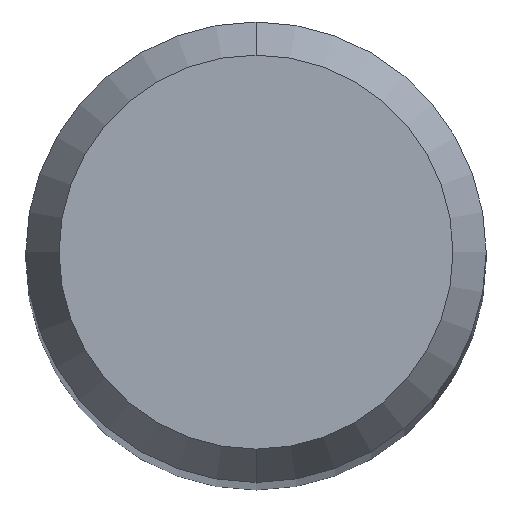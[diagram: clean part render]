
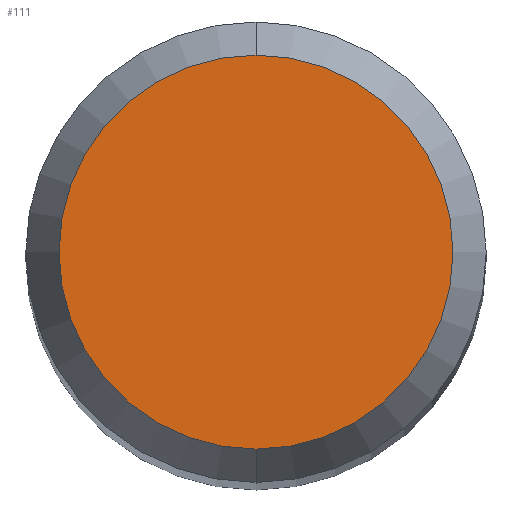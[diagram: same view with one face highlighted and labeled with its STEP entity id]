
A CAD part, top view. The second image highlights one B-rep face of the part: STEP entity #111.
In plain terms, the highlighted planar face has unit normal (0, 0, 1).
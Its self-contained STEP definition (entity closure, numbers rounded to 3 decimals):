
#111=ADVANCED_FACE('',(#263),#264,.T.);
#137=VERTEX_POINT('',#292);
#143=EDGE_CURVE('',#149,#137,#298,.T.);
#149=VERTEX_POINT('',#305);
#165=EDGE_CURVE('',#137,#149,#324,.T.);
#263=FACE_OUTER_BOUND('',#423,.T.);
#264=PLANE('',#424);
#292=CARTESIAN_POINT('',(0.0,1.358,0.0));
#298=CIRCLE('',#472,1.358);
#305=CARTESIAN_POINT('',(0.,-1.358,0.0));
#324=CIRCLE('',#502,1.358);
#423=EDGE_LOOP('',(#614,#615));
#424=AXIS2_PLACEMENT_3D('',#616,#617,#618);
#472=AXIS2_PLACEMENT_3D('',#651,#652,#653);
#502=AXIS2_PLACEMENT_3D('',#693,#694,#695);
#614=ORIENTED_EDGE('',*,*,#165,.F.);
#615=ORIENTED_EDGE('',*,*,#143,.F.);
#616=CARTESIAN_POINT('',(0.0,0.679,0.0));
#617=DIRECTION('',(-0.0,0.0,1.0));
#618=DIRECTION('',(0.0,-1.0,0.0));
#651=CARTESIAN_POINT('',(0.0,0.0,0.0));
#652=DIRECTION('',(0.0,0.0,-1.0));
#653=DIRECTION('',(0.0,1.0,0.0));
#693=CARTESIAN_POINT('',(0.0,0.0,0.0));
#694=DIRECTION('',(0.0,0.0,-1.0));
#695=DIRECTION('',(0.0,1.0,0.0));
